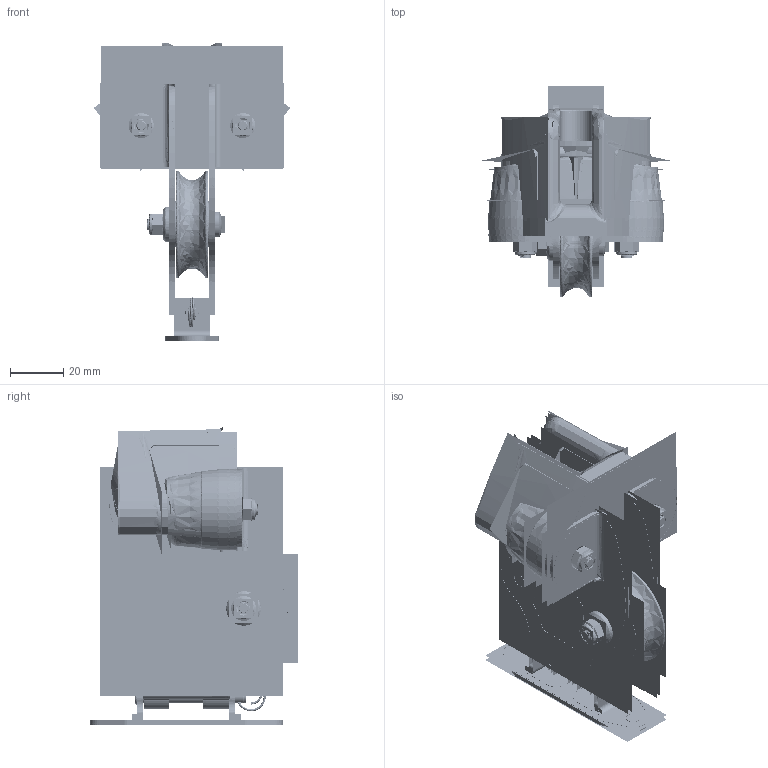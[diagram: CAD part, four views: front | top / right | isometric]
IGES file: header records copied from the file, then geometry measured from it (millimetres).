
Start section:  PTC IGES file: a2143-676.igs
Global section: file name: a2143-676.igs; native system: Creo Parametric by PTC Inc.; preprocessor: 2021404; author: Student; organization: Unknown; date: 20220524.162824; units: millimetre
Bounding box: 73.51 x 79.51 x 111.94 mm (x, y, z)
Surface area: 329070.3 mm2 (no closed solid volume)
Topology: 0 solids, 0 shells, 3584 faces, 50060 edges, 65358 vertices
Faces by surface type: revolution 1902, bspline 1654, extrusion 28
